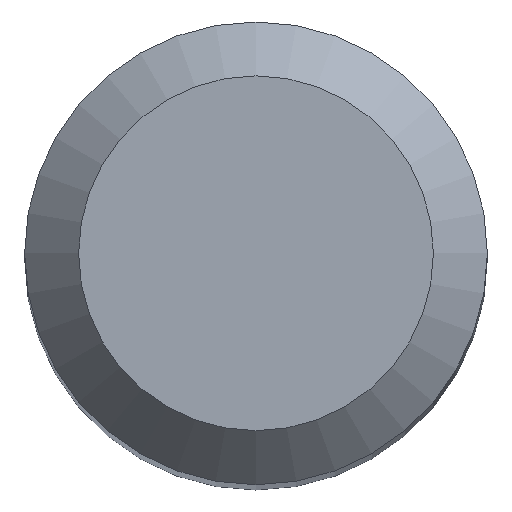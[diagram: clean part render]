
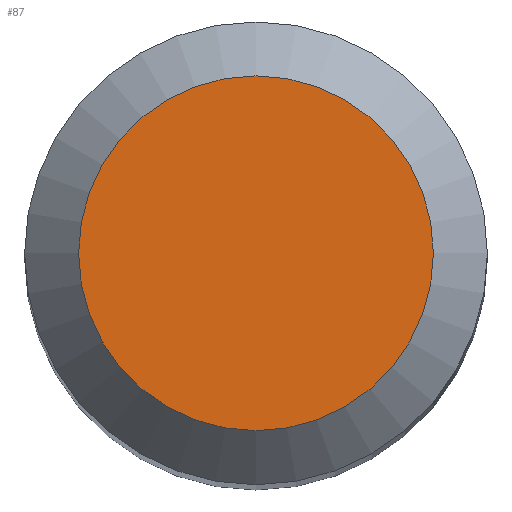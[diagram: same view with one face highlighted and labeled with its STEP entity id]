
A CAD part, top view. The second image highlights one B-rep face of the part: STEP entity #87.
In plain terms, the highlighted planar face has unit normal (0, 0, 1).
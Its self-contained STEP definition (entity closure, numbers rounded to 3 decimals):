
#1 = ORIENTED_EDGE ( 'NONE', *, *, #229, .F. ) ;
#8 = CIRCLE ( 'NONE', #39, 2.3 ) ;
#16 = FACE_OUTER_BOUND ( 'NONE', #102, .T. ) ;
#26 = CARTESIAN_POINT ( 'NONE',  ( 0., 2.3, 62. ) ) ;
#39 = AXIS2_PLACEMENT_3D ( 'NONE', #248, #51, #92 ) ;
#51 = DIRECTION ( 'NONE',  ( 0., 0., -1. ) ) ;
#63 = CARTESIAN_POINT ( 'NONE',  ( 0., 0., 62. ) ) ;
#70 = VERTEX_POINT ( 'NONE', #26 ) ;
#84 = PLANE ( 'NONE',  #86 ) ;
#86 = AXIS2_PLACEMENT_3D ( 'NONE', #63, #106, #180 ) ;
#87 = ADVANCED_FACE ( 'NONE', ( #16 ), #84, .F. ) ;
#92 = DIRECTION ( 'NONE',  ( 0., 1., 0. ) ) ;
#102 = EDGE_LOOP ( 'NONE', ( #1 ) ) ;
#106 = DIRECTION ( 'NONE',  ( 0., 0., -1. ) ) ;
#180 = DIRECTION ( 'NONE',  ( 0., 1., 0. ) ) ;
#229 = EDGE_CURVE ( 'NONE', #70, #70, #8, .T. ) ;
#248 = CARTESIAN_POINT ( 'NONE',  ( 0., 0., 62. ) ) ;
